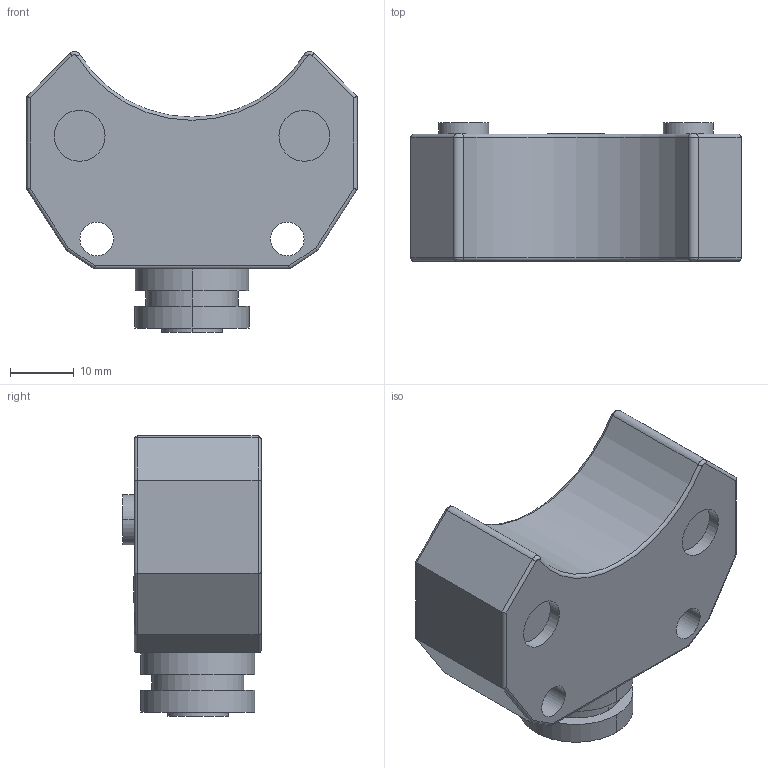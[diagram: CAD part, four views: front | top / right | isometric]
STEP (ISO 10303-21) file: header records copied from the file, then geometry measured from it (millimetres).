
FILE_DESCRIPTION((''),'2;1');
FILE_NAME('DM_CAD-6170','2018-12-10T',('creinig-se'),(''),'PRO/ENGINEER BY PARAMETRIC TECHNOLOGY CORPORATION, 2015440','PRO/ENGINEER BY PARAMETRIC TECHNOLOGY CORPORATION, 2015440','');
FILE_SCHEMA(('CONFIG_CONTROL_DESIGN'));
Length unit declared in the file: millimetre
Products named in the file (1): DM_CAD-6170
Bounding box: 52 x 21.8 x 44.24 mm (x, y, z)
Volume: 28391.6 mm3; surface area: 7352 mm2
Topology: 1 solids, 1 shells, 82 faces, 390 edges, 348 vertices
Faces by surface type: cylinder 45, plane 31, bspline 4, torus 2
Entity records: 5612 total; most frequent: CARTESIAN_POINT 1220, DIRECTION 630, PRESENTATION_STYLE_ASSIGNMENT 445, STYLED_ITEM 444, CURVE_STYLE 417, ORIENTED_EDGE 360, VECTOR 212, LINE 212
